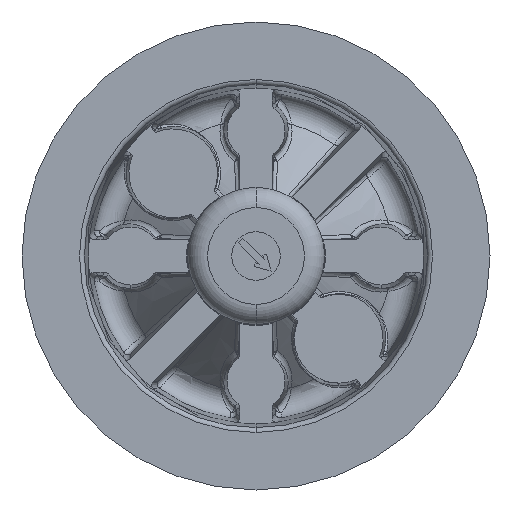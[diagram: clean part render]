
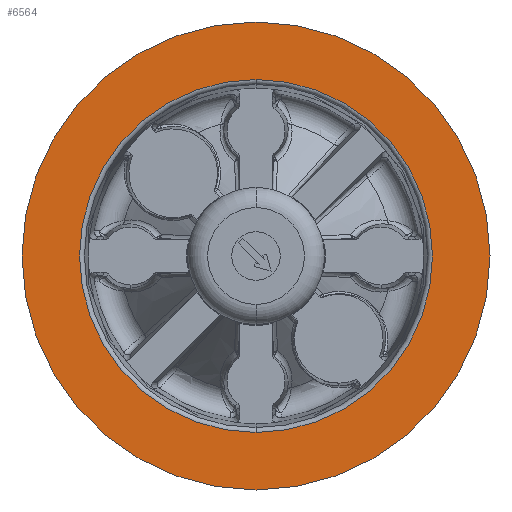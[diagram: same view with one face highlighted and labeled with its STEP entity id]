
A CAD part, front view. The second image highlights one B-rep face of the part: STEP entity #6564.
In plain terms, the highlighted planar face has unit normal (0, -1, 0).
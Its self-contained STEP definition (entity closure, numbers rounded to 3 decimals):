
#360 = DIRECTION ( 'NONE',  ( 0., 0., -1. ) ) ;
#866 = CARTESIAN_POINT ( 'NONE',  ( -14.5, -1., 0. ) ) ;
#1645 = DIRECTION ( 'NONE',  ( 0., 1., 0. ) ) ;
#2420 = CIRCLE ( 'NONE', #8211, 14.5 ) ;
#2455 = VERTEX_POINT ( 'NONE', #5748 ) ;
#2572 = EDGE_LOOP ( 'NONE', ( #6589, #4654 ) ) ;
#2585 = EDGE_CURVE ( 'NONE', #4111, #2455, #2420, .T. ) ;
#2702 = DIRECTION ( 'NONE',  ( 0., 0., 1. ) ) ;
#3243 = AXIS2_PLACEMENT_3D ( 'NONE', #8687, #10619, #360 ) ;
#3331 = DIRECTION ( 'NONE',  ( 0., 1., 0. ) ) ;
#3455 = CIRCLE ( 'NONE', #11000, 14.5 ) ;
#3672 = DIRECTION ( 'NONE',  ( 0., 0., -1. ) ) ;
#4111 = VERTEX_POINT ( 'NONE', #10232 ) ;
#4630 = PLANE ( 'NONE',  #7866 ) ;
#4654 = ORIENTED_EDGE ( 'NONE', *, *, #8985, .F. ) ;
#5161 = AXIS2_PLACEMENT_3D ( 'NONE', #11633, #1645, #5346 ) ;
#5346 = DIRECTION ( 'NONE',  ( 0., 0., -1. ) ) ;
#5748 = CARTESIAN_POINT ( 'NONE',  ( 0., -1., -14.5 ) ) ;
#5771 = EDGE_CURVE ( 'NONE', #9374, #7405, #11325, .T. ) ;
#6564 = ADVANCED_FACE ( 'NONE', ( #9297, #7476 ), #4630, .T. ) ;
#6589 = ORIENTED_EDGE ( 'NONE', *, *, #2585, .F. ) ;
#6724 = ORIENTED_EDGE ( 'NONE', *, *, #5771, .T. ) ;
#6734 = CARTESIAN_POINT ( 'NONE',  ( 0., -1., -10.935 ) ) ;
#6970 = CARTESIAN_POINT ( 'NONE',  ( 0., -1., 0. ) ) ;
#7236 = CARTESIAN_POINT ( 'NONE',  ( 0., -1., 10.935 ) ) ;
#7405 = VERTEX_POINT ( 'NONE', #7236 ) ;
#7476 = FACE_OUTER_BOUND ( 'NONE', #2572, .T. ) ;
#7536 = DIRECTION ( 'NONE',  ( 0., -1., 0. ) ) ;
#7540 = ORIENTED_EDGE ( 'NONE', *, *, #7591, .T. ) ;
#7591 = EDGE_CURVE ( 'NONE', #7405, #9374, #10781, .T. ) ;
#7866 = AXIS2_PLACEMENT_3D ( 'NONE', #866, #7536, #3672 ) ;
#7872 = DIRECTION ( 'NONE',  ( 0., 0., 1. ) ) ;
#8211 = AXIS2_PLACEMENT_3D ( 'NONE', #6970, #3331, #7872 ) ;
#8687 = CARTESIAN_POINT ( 'NONE',  ( 0., -1., 0. ) ) ;
#8985 = EDGE_CURVE ( 'NONE', #2455, #4111, #3455, .T. ) ;
#9125 = DIRECTION ( 'NONE',  ( 0., 1., 0. ) ) ;
#9297 = FACE_BOUND ( 'NONE', #10504, .T. ) ;
#9374 = VERTEX_POINT ( 'NONE', #6734 ) ;
#10232 = CARTESIAN_POINT ( 'NONE',  ( 0., -1., 14.5 ) ) ;
#10504 = EDGE_LOOP ( 'NONE', ( #6724, #7540 ) ) ;
#10619 = DIRECTION ( 'NONE',  ( 0., 1., 0. ) ) ;
#10781 = CIRCLE ( 'NONE', #3243, 10.935 ) ;
#10999 = CARTESIAN_POINT ( 'NONE',  ( 0., -1., 0. ) ) ;
#11000 = AXIS2_PLACEMENT_3D ( 'NONE', #10999, #9125, #2702 ) ;
#11325 = CIRCLE ( 'NONE', #5161, 10.935 ) ;
#11633 = CARTESIAN_POINT ( 'NONE',  ( 0., -1., 0. ) ) ;
